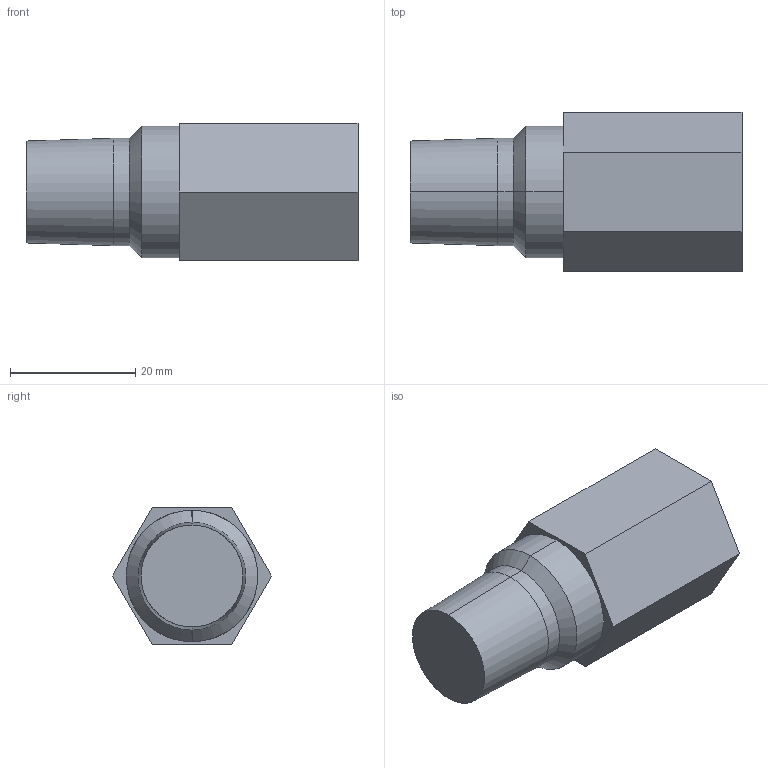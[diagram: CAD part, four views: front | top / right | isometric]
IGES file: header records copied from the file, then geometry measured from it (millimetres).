
Start section: SolidWorks IGES file using analytic representation for surfaces
Global section: file name: RL_3.IGS; native system: SolidWorks 2009; preprocessor: SolidWorks 2009; author: nishi; date: 131213.230310; units: millimetre
Bounding box: 53 x 25.4 x 22 mm (x, y, z)
Surface area: 4905 mm2 (no closed solid volume)
Topology: 0 solids, 0 shells, 20 faces, 188 edges, 188 vertices
Faces by surface type: revolution 10, bspline 10
